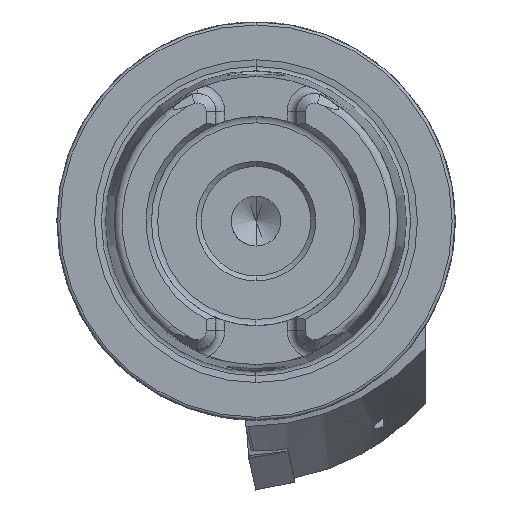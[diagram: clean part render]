
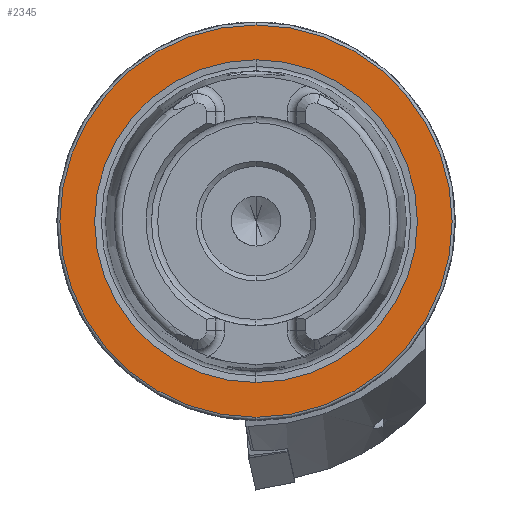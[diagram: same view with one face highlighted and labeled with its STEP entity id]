
A CAD part, left-side view. The second image highlights one B-rep face of the part: STEP entity #2345.
In plain terms, the highlighted planar face has unit normal (-1, 0, 0).
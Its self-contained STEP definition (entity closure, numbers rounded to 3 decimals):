
#300 = AXIS2_PLACEMENT_3D ( 'NONE', #5631, #4847, #1880 ) ;
#715 = FACE_BOUND ( 'NONE', #9886, .T. ) ;
#902 = CARTESIAN_POINT ( 'NONE',  ( 0., 0., -16.207 ) ) ;
#1373 = CARTESIAN_POINT ( 'NONE',  ( 0., 0., 0. ) ) ;
#1880 = DIRECTION ( 'NONE',  ( 0., 0., -1. ) ) ;
#2004 = FACE_OUTER_BOUND ( 'NONE', #12370, .T. ) ;
#2006 = ORIENTED_EDGE ( 'NONE', *, *, #5658, .F. ) ;
#2345 = ADVANCED_FACE ( 'NONE', ( #715, #2004 ), #2537, .F. ) ;
#2537 = PLANE ( 'NONE',  #300 ) ;
#2658 = VERTEX_POINT ( 'NONE', #10772 ) ;
#2784 = ORIENTED_EDGE ( 'NONE', *, *, #4862, .F. ) ;
#2881 = AXIS2_PLACEMENT_3D ( 'NONE', #11082, #7588, #7736 ) ;
#3501 = CIRCLE ( 'NONE', #5532, 16.207 ) ;
#3967 = ORIENTED_EDGE ( 'NONE', *, *, #10793, .T. ) ;
#4246 = AXIS2_PLACEMENT_3D ( 'NONE', #6691, #12768, #5654 ) ;
#4847 = DIRECTION ( 'NONE',  ( 1., 0., 0. ) ) ;
#4862 = EDGE_CURVE ( 'NONE', #2658, #11164, #3501, .T. ) ;
#5532 = AXIS2_PLACEMENT_3D ( 'NONE', #1373, #8706, #10808 ) ;
#5609 = CARTESIAN_POINT ( 'NONE',  ( 0., 0., 0. ) ) ;
#5631 = CARTESIAN_POINT ( 'NONE',  ( 0., 19.7, 0. ) ) ;
#5654 = DIRECTION ( 'NONE',  ( 0., 0., 1. ) ) ;
#5658 = EDGE_CURVE ( 'NONE', #11164, #2658, #6136, .T. ) ;
#6136 = CIRCLE ( 'NONE', #2881, 16.207 ) ;
#6402 = VERTEX_POINT ( 'NONE', #10258 ) ;
#6691 = CARTESIAN_POINT ( 'NONE',  ( 0., 0., 0. ) ) ;
#6877 = VERTEX_POINT ( 'NONE', #8514 ) ;
#7204 = CIRCLE ( 'NONE', #8001, 19.7 ) ;
#7588 = DIRECTION ( 'NONE',  ( -1., 0., 0. ) ) ;
#7736 = DIRECTION ( 'NONE',  ( 0., 0., 1. ) ) ;
#8001 = AXIS2_PLACEMENT_3D ( 'NONE', #5609, #10669, #9740 ) ;
#8105 = EDGE_CURVE ( 'NONE', #6877, #6402, #7204, .T. ) ;
#8514 = CARTESIAN_POINT ( 'NONE',  ( 0., 0., -19.7 ) ) ;
#8706 = DIRECTION ( 'NONE',  ( -1., 0., 0. ) ) ;
#8964 = ORIENTED_EDGE ( 'NONE', *, *, #8105, .T. ) ;
#9150 = CIRCLE ( 'NONE', #4246, 19.7 ) ;
#9740 = DIRECTION ( 'NONE',  ( 0., 0., 1. ) ) ;
#9886 = EDGE_LOOP ( 'NONE', ( #2784, #2006 ) ) ;
#10258 = CARTESIAN_POINT ( 'NONE',  ( 0., 0., 19.7 ) ) ;
#10669 = DIRECTION ( 'NONE',  ( -1., 0., 0. ) ) ;
#10772 = CARTESIAN_POINT ( 'NONE',  ( 0., 0., 16.207 ) ) ;
#10793 = EDGE_CURVE ( 'NONE', #6402, #6877, #9150, .T. ) ;
#10808 = DIRECTION ( 'NONE',  ( 0., 0., 1. ) ) ;
#11082 = CARTESIAN_POINT ( 'NONE',  ( 0., 0., 0. ) ) ;
#11164 = VERTEX_POINT ( 'NONE', #902 ) ;
#12370 = EDGE_LOOP ( 'NONE', ( #3967, #8964 ) ) ;
#12768 = DIRECTION ( 'NONE',  ( -1., 0., 0. ) ) ;
